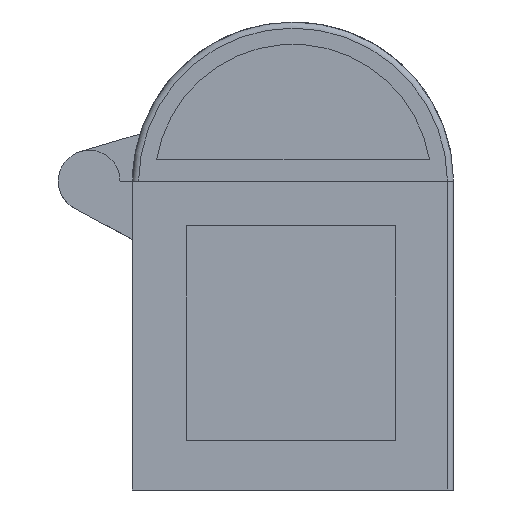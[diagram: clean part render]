
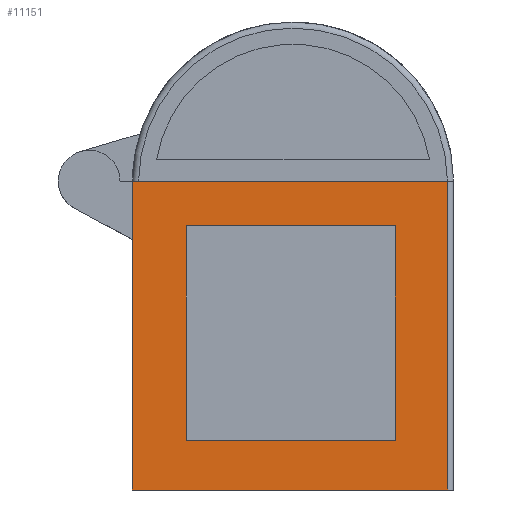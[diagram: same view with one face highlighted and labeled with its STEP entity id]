
A CAD part, left-side view. The second image highlights one B-rep face of the part: STEP entity #11151.
In plain terms, the highlighted planar face has unit normal (-1, 0, 0).
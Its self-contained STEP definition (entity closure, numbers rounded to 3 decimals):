
#6119 = PLANE('',#6120);
#6120 = AXIS2_PLACEMENT_3D('',#6121,#6122,#6123);
#6121 = CARTESIAN_POINT('',(0.,1.656,50.));
#6122 = DIRECTION('',(-0.,0.,1.));
#6123 = DIRECTION('',(1.,0.,0.));
#6175 = PLANE('',#6176);
#6176 = AXIS2_PLACEMENT_3D('',#6177,#6178,#6179);
#6177 = CARTESIAN_POINT('',(0.,0.075,0.));
#6178 = DIRECTION('',(0.,0.,-1.));
#6179 = DIRECTION('',(0.,-1.,0.));
#6568 = PLANE('',#6569);
#6569 = AXIS2_PLACEMENT_3D('',#6570,#6571,#6572);
#6570 = CARTESIAN_POINT('',(-50.,-25.036,50.));
#6571 = DIRECTION('',(-0.,-1.,-0.));
#6572 = DIRECTION('',(0.,0.,-1.));
#6606 = VERTEX_POINT('',#6607);
#6607 = CARTESIAN_POINT('',(-51.,-25.036,50.));
#6628 = EDGE_CURVE('',#6606,#6629,#6631,.T.);
#6629 = VERTEX_POINT('',#6630);
#6630 = CARTESIAN_POINT('',(-51.,-25.036,0.));
#6631 = SURFACE_CURVE('',#6632,(#6636,#6643),.PCURVE_S1.);
#6632 = LINE('',#6633,#6634);
#6633 = CARTESIAN_POINT('',(-51.,-25.036,50.));
#6634 = VECTOR('',#6635,1.);
#6635 = DIRECTION('',(0.,0.,-1.));
#6636 = PCURVE('',#6568,#6637);
#6637 = DEFINITIONAL_REPRESENTATION('',(#6638),#6642);
#6638 = LINE('',#6639,#6640);
#6639 = CARTESIAN_POINT('',(0.,-1.));
#6640 = VECTOR('',#6641,1.);
#6641 = DIRECTION('',(1.,0.));
#6642 = ( GEOMETRIC_REPRESENTATION_CONTEXT(2) 
PARAMETRIC_REPRESENTATION_CONTEXT() REPRESENTATION_CONTEXT('2D SPACE',''
  ) );
#6643 = PCURVE('',#6644,#6649);
#6644 = PLANE('',#6645);
#6645 = AXIS2_PLACEMENT_3D('',#6646,#6647,#6648);
#6646 = CARTESIAN_POINT('',(-51.,0.482,25.));
#6647 = DIRECTION('',(-1.,0.,0.));
#6648 = DIRECTION('',(0.,-1.,0.));
#6649 = DEFINITIONAL_REPRESENTATION('',(#6650),#6654);
#6650 = LINE('',#6651,#6652);
#6651 = CARTESIAN_POINT('',(25.518,25.));
#6652 = VECTOR('',#6653,1.);
#6653 = DIRECTION('',(0.,-1.));
#6654 = ( GEOMETRIC_REPRESENTATION_CONTEXT(2) 
PARAMETRIC_REPRESENTATION_CONTEXT() REPRESENTATION_CONTEXT('2D SPACE',''
  ) );
#7216 = PLANE('',#7217);
#7217 = AXIS2_PLACEMENT_3D('',#7218,#7219,#7220);
#7218 = CARTESIAN_POINT('',(0.,26.,24.951));
#7219 = DIRECTION('',(0.,1.,0.));
#7220 = DIRECTION('',(0.,0.,1.));
#7644 = VERTEX_POINT('',#7645);
#7645 = CARTESIAN_POINT('',(-51.,26.,50.));
#7666 = EDGE_CURVE('',#7644,#6606,#7667,.T.);
#7667 = SURFACE_CURVE('',#7668,(#7672,#7679),.PCURVE_S1.);
#7668 = LINE('',#7669,#7670);
#7669 = CARTESIAN_POINT('',(-51.,26.,50.));
#7670 = VECTOR('',#7671,1.);
#7671 = DIRECTION('',(0.,-1.,0.));
#7672 = PCURVE('',#6119,#7673);
#7673 = DEFINITIONAL_REPRESENTATION('',(#7674),#7678);
#7674 = LINE('',#7675,#7676);
#7675 = CARTESIAN_POINT('',(-51.,24.344));
#7676 = VECTOR('',#7677,1.);
#7677 = DIRECTION('',(0.,-1.));
#7678 = ( GEOMETRIC_REPRESENTATION_CONTEXT(2) 
PARAMETRIC_REPRESENTATION_CONTEXT() REPRESENTATION_CONTEXT('2D SPACE',''
  ) );
#7679 = PCURVE('',#6644,#7680);
#7680 = DEFINITIONAL_REPRESENTATION('',(#7681),#7685);
#7681 = LINE('',#7682,#7683);
#7682 = CARTESIAN_POINT('',(-25.518,25.));
#7683 = VECTOR('',#7684,1.);
#7684 = DIRECTION('',(1.,0.));
#7685 = ( GEOMETRIC_REPRESENTATION_CONTEXT(2) 
PARAMETRIC_REPRESENTATION_CONTEXT() REPRESENTATION_CONTEXT('2D SPACE',''
  ) );
#7825 = VERTEX_POINT('',#7826);
#7826 = CARTESIAN_POINT('',(-51.,26.,0.));
#7847 = EDGE_CURVE('',#7644,#7825,#7848,.T.);
#7848 = SURFACE_CURVE('',#7849,(#7853,#7860),.PCURVE_S1.);
#7849 = LINE('',#7850,#7851);
#7850 = CARTESIAN_POINT('',(-51.,26.,50.));
#7851 = VECTOR('',#7852,1.);
#7852 = DIRECTION('',(0.,0.,-1.));
#7853 = PCURVE('',#7216,#7854);
#7854 = DEFINITIONAL_REPRESENTATION('',(#7855),#7859);
#7855 = LINE('',#7856,#7857);
#7856 = CARTESIAN_POINT('',(25.049,-51.));
#7857 = VECTOR('',#7858,1.);
#7858 = DIRECTION('',(-1.,0.));
#7859 = ( GEOMETRIC_REPRESENTATION_CONTEXT(2) 
PARAMETRIC_REPRESENTATION_CONTEXT() REPRESENTATION_CONTEXT('2D SPACE',''
  ) );
#7860 = PCURVE('',#6644,#7861);
#7861 = DEFINITIONAL_REPRESENTATION('',(#7862),#7866);
#7862 = LINE('',#7863,#7864);
#7863 = CARTESIAN_POINT('',(-25.518,25.));
#7864 = VECTOR('',#7865,1.);
#7865 = DIRECTION('',(0.,-1.));
#7866 = ( GEOMETRIC_REPRESENTATION_CONTEXT(2) 
PARAMETRIC_REPRESENTATION_CONTEXT() REPRESENTATION_CONTEXT('2D SPACE',''
  ) );
#11151 = ADVANCED_FACE('',(#11152,#11178),#6644,.T.);
#11152 = FACE_BOUND('',#11153,.T.);
#11153 = EDGE_LOOP('',(#11154,#11155,#11156,#11157));
#11154 = ORIENTED_EDGE('',*,*,#6628,.F.);
#11155 = ORIENTED_EDGE('',*,*,#7666,.F.);
#11156 = ORIENTED_EDGE('',*,*,#7847,.T.);
#11157 = ORIENTED_EDGE('',*,*,#11158,.T.);
#11158 = EDGE_CURVE('',#7825,#6629,#11159,.T.);
#11159 = SURFACE_CURVE('',#11160,(#11164,#11171),.PCURVE_S1.);
#11160 = LINE('',#11161,#11162);
#11161 = CARTESIAN_POINT('',(-51.,26.,0.));
#11162 = VECTOR('',#11163,1.);
#11163 = DIRECTION('',(0.,-1.,0.));
#11164 = PCURVE('',#6644,#11165);
#11165 = DEFINITIONAL_REPRESENTATION('',(#11166),#11170);
#11166 = LINE('',#11167,#11168);
#11167 = CARTESIAN_POINT('',(-25.518,-25.));
#11168 = VECTOR('',#11169,1.);
#11169 = DIRECTION('',(1.,0.));
#11170 = ( GEOMETRIC_REPRESENTATION_CONTEXT(2) 
PARAMETRIC_REPRESENTATION_CONTEXT() REPRESENTATION_CONTEXT('2D SPACE',''
  ) );
#11171 = PCURVE('',#6175,#11172);
#11172 = DEFINITIONAL_REPRESENTATION('',(#11173),#11177);
#11173 = LINE('',#11174,#11175);
#11174 = CARTESIAN_POINT('',(-25.925,51.));
#11175 = VECTOR('',#11176,1.);
#11176 = DIRECTION('',(1.,0.));
#11177 = ( GEOMETRIC_REPRESENTATION_CONTEXT(2) 
PARAMETRIC_REPRESENTATION_CONTEXT() REPRESENTATION_CONTEXT('2D SPACE',''
  ) );
#11178 = FACE_BOUND('',#11179,.T.);
#11179 = EDGE_LOOP('',(#11180,#11210,#11238,#11266));
#11180 = ORIENTED_EDGE('',*,*,#11181,.T.);
#11181 = EDGE_CURVE('',#11182,#11184,#11186,.T.);
#11182 = VERTEX_POINT('',#11183);
#11183 = CARTESIAN_POINT('',(-51.,17.257,42.782));
#11184 = VERTEX_POINT('',#11185);
#11185 = CARTESIAN_POINT('',(-51.,-16.587,42.782));
#11186 = SURFACE_CURVE('',#11187,(#11191,#11198),.PCURVE_S1.);
#11187 = LINE('',#11188,#11189);
#11188 = CARTESIAN_POINT('',(-51.,17.257,42.782));
#11189 = VECTOR('',#11190,1.);
#11190 = DIRECTION('',(0.,-1.,0.));
#11191 = PCURVE('',#6644,#11192);
#11192 = DEFINITIONAL_REPRESENTATION('',(#11193),#11197);
#11193 = LINE('',#11194,#11195);
#11194 = CARTESIAN_POINT('',(-16.775,17.782));
#11195 = VECTOR('',#11196,1.);
#11196 = DIRECTION('',(1.,0.));
#11197 = ( GEOMETRIC_REPRESENTATION_CONTEXT(2) 
PARAMETRIC_REPRESENTATION_CONTEXT() REPRESENTATION_CONTEXT('2D SPACE',''
  ) );
#11198 = PCURVE('',#11199,#11204);
#11199 = PLANE('',#11200);
#11200 = AXIS2_PLACEMENT_3D('',#11201,#11202,#11203);
#11201 = CARTESIAN_POINT('',(-50.,17.257,42.782));
#11202 = DIRECTION('',(0.,0.,1.));
#11203 = DIRECTION('',(0.,-1.,0.));
#11204 = DEFINITIONAL_REPRESENTATION('',(#11205),#11209);
#11205 = LINE('',#11206,#11207);
#11206 = CARTESIAN_POINT('',(0.,-1.));
#11207 = VECTOR('',#11208,1.);
#11208 = DIRECTION('',(1.,0.));
#11209 = ( GEOMETRIC_REPRESENTATION_CONTEXT(2) 
PARAMETRIC_REPRESENTATION_CONTEXT() REPRESENTATION_CONTEXT('2D SPACE',''
  ) );
#11210 = ORIENTED_EDGE('',*,*,#11211,.T.);
#11211 = EDGE_CURVE('',#11184,#11212,#11214,.T.);
#11212 = VERTEX_POINT('',#11213);
#11213 = CARTESIAN_POINT('',(-51.,-16.587,8.002));
#11214 = SURFACE_CURVE('',#11215,(#11219,#11226),.PCURVE_S1.);
#11215 = LINE('',#11216,#11217);
#11216 = CARTESIAN_POINT('',(-51.,-16.587,42.782));
#11217 = VECTOR('',#11218,1.);
#11218 = DIRECTION('',(0.,0.,-1.));
#11219 = PCURVE('',#6644,#11220);
#11220 = DEFINITIONAL_REPRESENTATION('',(#11221),#11225);
#11221 = LINE('',#11222,#11223);
#11222 = CARTESIAN_POINT('',(17.069,17.782));
#11223 = VECTOR('',#11224,1.);
#11224 = DIRECTION('',(0.,-1.));
#11225 = ( GEOMETRIC_REPRESENTATION_CONTEXT(2) 
PARAMETRIC_REPRESENTATION_CONTEXT() REPRESENTATION_CONTEXT('2D SPACE',''
  ) );
#11226 = PCURVE('',#11227,#11232);
#11227 = PLANE('',#11228);
#11228 = AXIS2_PLACEMENT_3D('',#11229,#11230,#11231);
#11229 = CARTESIAN_POINT('',(-50.,-16.587,42.782));
#11230 = DIRECTION('',(-0.,-1.,-0.));
#11231 = DIRECTION('',(0.,0.,-1.));
#11232 = DEFINITIONAL_REPRESENTATION('',(#11233),#11237);
#11233 = LINE('',#11234,#11235);
#11234 = CARTESIAN_POINT('',(0.,-1.));
#11235 = VECTOR('',#11236,1.);
#11236 = DIRECTION('',(1.,0.));
#11237 = ( GEOMETRIC_REPRESENTATION_CONTEXT(2) 
PARAMETRIC_REPRESENTATION_CONTEXT() REPRESENTATION_CONTEXT('2D SPACE',''
  ) );
#11238 = ORIENTED_EDGE('',*,*,#11239,.T.);
#11239 = EDGE_CURVE('',#11212,#11240,#11242,.T.);
#11240 = VERTEX_POINT('',#11241);
#11241 = CARTESIAN_POINT('',(-51.,17.257,8.002));
#11242 = SURFACE_CURVE('',#11243,(#11247,#11254),.PCURVE_S1.);
#11243 = LINE('',#11244,#11245);
#11244 = CARTESIAN_POINT('',(-51.,-16.587,8.002));
#11245 = VECTOR('',#11246,1.);
#11246 = DIRECTION('',(0.,1.,0.));
#11247 = PCURVE('',#6644,#11248);
#11248 = DEFINITIONAL_REPRESENTATION('',(#11249),#11253);
#11249 = LINE('',#11250,#11251);
#11250 = CARTESIAN_POINT('',(17.069,-16.998));
#11251 = VECTOR('',#11252,1.);
#11252 = DIRECTION('',(-1.,0.));
#11253 = ( GEOMETRIC_REPRESENTATION_CONTEXT(2) 
PARAMETRIC_REPRESENTATION_CONTEXT() REPRESENTATION_CONTEXT('2D SPACE',''
  ) );
#11254 = PCURVE('',#11255,#11260);
#11255 = PLANE('',#11256);
#11256 = AXIS2_PLACEMENT_3D('',#11257,#11258,#11259);
#11257 = CARTESIAN_POINT('',(-50.,-16.587,8.002));
#11258 = DIRECTION('',(0.,0.,-1.));
#11259 = DIRECTION('',(0.,1.,0.));
#11260 = DEFINITIONAL_REPRESENTATION('',(#11261),#11265);
#11261 = LINE('',#11262,#11263);
#11262 = CARTESIAN_POINT('',(0.,-1.));
#11263 = VECTOR('',#11264,1.);
#11264 = DIRECTION('',(1.,0.));
#11265 = ( GEOMETRIC_REPRESENTATION_CONTEXT(2) 
PARAMETRIC_REPRESENTATION_CONTEXT() REPRESENTATION_CONTEXT('2D SPACE',''
  ) );
#11266 = ORIENTED_EDGE('',*,*,#11267,.T.);
#11267 = EDGE_CURVE('',#11240,#11182,#11268,.T.);
#11268 = SURFACE_CURVE('',#11269,(#11273,#11280),.PCURVE_S1.);
#11269 = LINE('',#11270,#11271);
#11270 = CARTESIAN_POINT('',(-51.,17.257,8.002));
#11271 = VECTOR('',#11272,1.);
#11272 = DIRECTION('',(0.,0.,1.));
#11273 = PCURVE('',#6644,#11274);
#11274 = DEFINITIONAL_REPRESENTATION('',(#11275),#11279);
#11275 = LINE('',#11276,#11277);
#11276 = CARTESIAN_POINT('',(-16.775,-16.998));
#11277 = VECTOR('',#11278,1.);
#11278 = DIRECTION('',(0.,1.));
#11279 = ( GEOMETRIC_REPRESENTATION_CONTEXT(2) 
PARAMETRIC_REPRESENTATION_CONTEXT() REPRESENTATION_CONTEXT('2D SPACE',''
  ) );
#11280 = PCURVE('',#11281,#11286);
#11281 = PLANE('',#11282);
#11282 = AXIS2_PLACEMENT_3D('',#11283,#11284,#11285);
#11283 = CARTESIAN_POINT('',(-50.,17.257,8.002));
#11284 = DIRECTION('',(0.,1.,0.));
#11285 = DIRECTION('',(0.,0.,1.));
#11286 = DEFINITIONAL_REPRESENTATION('',(#11287),#11291);
#11287 = LINE('',#11288,#11289);
#11288 = CARTESIAN_POINT('',(0.,-1.));
#11289 = VECTOR('',#11290,1.);
#11290 = DIRECTION('',(1.,0.));
#11291 = ( GEOMETRIC_REPRESENTATION_CONTEXT(2) 
PARAMETRIC_REPRESENTATION_CONTEXT() REPRESENTATION_CONTEXT('2D SPACE',''
  ) );
